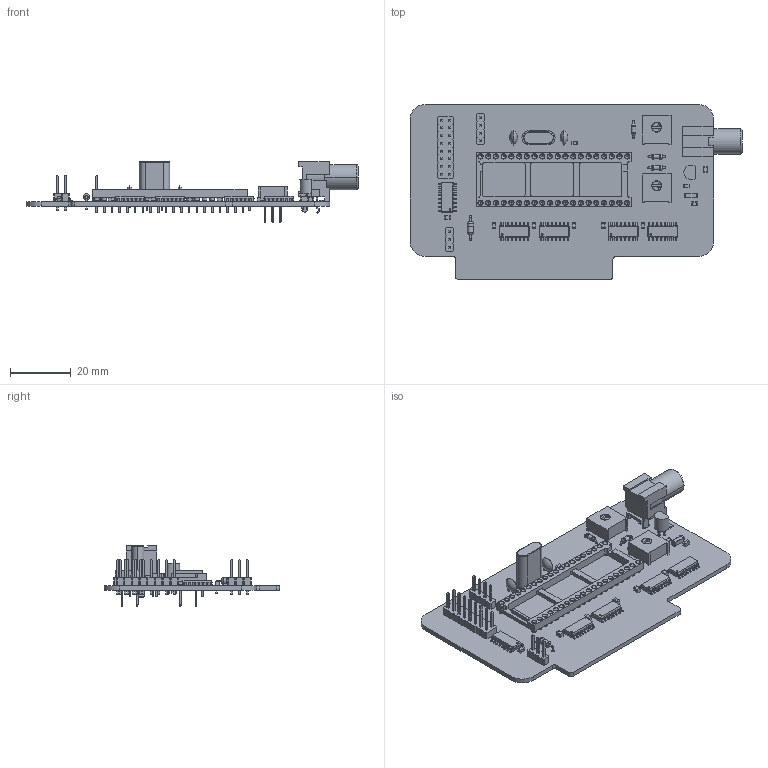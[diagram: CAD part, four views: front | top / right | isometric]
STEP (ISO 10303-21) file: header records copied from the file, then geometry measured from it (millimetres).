
FILE_DESCRIPTION(('KiCad electronic assembly'),'2;1');
FILE_NAME('Video Card Pro.step','2025-12-09T14:21:30',('Pcbnew'),( 'Kicad'),'Open CASCADE STEP processor 7.8','KiCad to STEP converter' ,'Unknown');
FILE_SCHEMA(('AUTOMOTIVE_DESIGN { 1 0 10303 214 1 1 1 1 }'));
Length unit declared in the file: millimetre
Products named in the file (18): Video Card Pro 1; C_Disc_D5.0mm_W2.5mm_P2.50mm; SOIC-16_3.9x9.9mm_P1.27mm; TO-92; PinHeader_1x04_P2.54mm_Vertical; R_Axial_DIN0204_L3.6mm_D1.6mm_P5.08mm_Horizontal; C_0805_2012Metric; PinHeader_1x03_P2.54mm_Vertical; Crystal_HC49-U_Vertical; PJRAN1X1U04X; PJRAN1X1U04X-edit; D_DO-35_SOD27_P7.62mm_Horizontal; R_0805_2012Metric; PinHeader_2x08_P2.54mm_Vertical; 3386F-1-103LF; DIP-40_W15.24mm_Socket; L_1806_4516Metric; Video Card Pro_PCB
Assembly tree (33 placements, depth 3):
  Video Card Pro 1
    C_Disc_D5.0mm_W2.5mm_P2.50mm  x2
    SOIC-16_3.9x9.9mm_P1.27mm  x5
    TO-92
    PinHeader_1x04_P2.54mm_Vertical
    R_Axial_DIN0204_L3.6mm_D1.6mm_P5.08mm_Horizontal  x3
    C_0805_2012Metric  x8
    PinHeader_1x03_P2.54mm_Vertical
    Crystal_HC49-U_Vertical
    PJRAN1X1U04X
      PJRAN1X1U04X-edit
    D_DO-35_SOD27_P7.62mm_Horizontal
    R_0805_2012Metric  x2
    PinHeader_2x08_P2.54mm_Vertical
    3386F-1-103LF  x2
    DIP-40_W15.24mm_Socket
    L_1806_4516Metric
    Video Card Pro_PCB
Bounding box: 109.27 x 57.62 x 19.96 mm (x, y, z)
Volume: 12742.9 mm3; surface area: 19099.6 mm2
Topology: 46 solids, 46 shells, 3197 faces, 7746 edges, 4927 vertices
Faces by surface type: plane 2105, cylinder 818, cone 144, bspline 80, torus 34, revolution 12, sphere 4
Full cylindrical faces by diameter (mm): 0.5 x15, 0.508 x80, 0.7 x6, 0.75 x3, 0.76 x6, 0.8 x48, 1 x23, 1.44 x3, 1.524 x40, 1.6 x6, 1.724 x40, 2 x2, 2.02 x1
Entity records: 61677 total; most frequent: CARTESIAN_POINT 8959, DIRECTION 8731, ORIENTED_EDGE 8084, EDGE_CURVE 4042, AXIS2_PLACEMENT_3D 2919, LINE 2887, VECTOR 2887, VERTEX_POINT 2565
